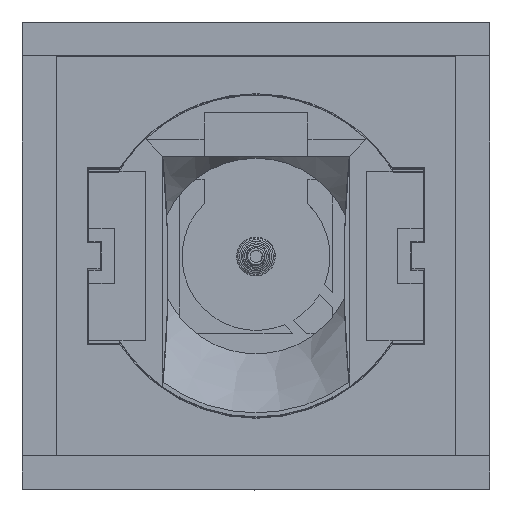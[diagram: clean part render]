
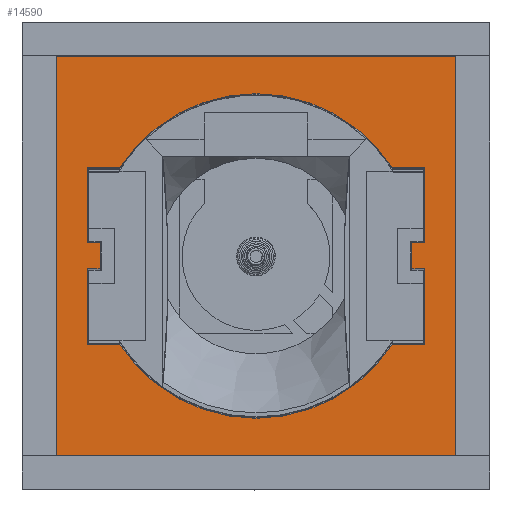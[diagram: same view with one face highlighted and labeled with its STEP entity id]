
A CAD part, top view. The second image highlights one B-rep face of the part: STEP entity #14590.
In plain terms, the highlighted planar face has unit normal (0, 0, 1).
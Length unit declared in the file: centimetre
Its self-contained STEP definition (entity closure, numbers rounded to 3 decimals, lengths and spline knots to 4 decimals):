
#244=FACE_BOUND('',#2156,.T.);
#579=PLANE('',#15719);
#1333=FACE_OUTER_BOUND('',#2155,.T.);
#2155=EDGE_LOOP('',(#12606,#12607,#12608,#12609));
#2156=EDGE_LOOP('',(#12610,#12611,#12612,#12613,#12614,#12615,#12616,#12617,
#12618,#12619,#12620,#12621,#12622,#12623,#12624,#12625));
#3220=LINE('',#23430,#4733);
#3389=LINE('',#23823,#4902);
#3391=LINE('',#23827,#4904);
#3393=LINE('',#23831,#4906);
#3395=LINE('',#23835,#4908);
#3397=LINE('',#23839,#4910);
#3399=LINE('',#23843,#4912);
#3401=LINE('',#23847,#4914);
#3404=LINE('',#23855,#4917);
#3406=LINE('',#23859,#4919);
#3408=LINE('',#23863,#4921);
#3410=LINE('',#23867,#4923);
#3412=LINE('',#23871,#4925);
#3414=LINE('',#23875,#4927);
#3416=LINE('',#23878,#4929);
#3417=LINE('',#23882,#4930);
#3421=LINE('',#23888,#4934);
#3422=LINE('',#23890,#4935);
#4733=VECTOR('',#18507,1.);
#4902=VECTOR('',#18858,1.);
#4904=VECTOR('',#18862,1.);
#4906=VECTOR('',#18866,1.);
#4908=VECTOR('',#18870,1.);
#4910=VECTOR('',#18874,1.);
#4912=VECTOR('',#18878,1.);
#4914=VECTOR('',#18882,1.);
#4917=VECTOR('',#18891,1.);
#4919=VECTOR('',#18895,1.);
#4921=VECTOR('',#18899,1.);
#4923=VECTOR('',#18903,1.);
#4925=VECTOR('',#18907,1.);
#4927=VECTOR('',#18911,1.);
#4929=VECTOR('',#18915,1.);
#4930=VECTOR('',#18920,1.);
#4934=VECTOR('',#18926,1.);
#4935=VECTOR('',#18929,1.);
#5726=CIRCLE('',#15698,0.625);
#5727=CIRCLE('',#15707,0.625);
#6810=VERTEX_POINT('',#23427);
#6811=VERTEX_POINT('',#23429);
#6942=VERTEX_POINT('',#23816);
#6943=VERTEX_POINT('',#23818);
#6944=VERTEX_POINT('',#23822);
#6945=VERTEX_POINT('',#23826);
#6946=VERTEX_POINT('',#23830);
#6947=VERTEX_POINT('',#23834);
#6948=VERTEX_POINT('',#23838);
#6949=VERTEX_POINT('',#23842);
#6950=VERTEX_POINT('',#23846);
#6951=VERTEX_POINT('',#23850);
#6952=VERTEX_POINT('',#23854);
#6953=VERTEX_POINT('',#23858);
#6954=VERTEX_POINT('',#23862);
#6955=VERTEX_POINT('',#23866);
#6956=VERTEX_POINT('',#23870);
#6957=VERTEX_POINT('',#23874);
#6958=VERTEX_POINT('',#23881);
#6959=VERTEX_POINT('',#23886);
#8689=EDGE_CURVE('',#6811,#6810,#3220,.T.);
#8881=EDGE_CURVE('',#6943,#6942,#5726,.T.);
#8883=EDGE_CURVE('',#6944,#6943,#3389,.T.);
#8885=EDGE_CURVE('',#6945,#6944,#3391,.T.);
#8887=EDGE_CURVE('',#6946,#6945,#3393,.T.);
#8889=EDGE_CURVE('',#6947,#6946,#3395,.T.);
#8891=EDGE_CURVE('',#6948,#6947,#3397,.T.);
#8893=EDGE_CURVE('',#6949,#6948,#3399,.T.);
#8895=EDGE_CURVE('',#6950,#6949,#3401,.T.);
#8897=EDGE_CURVE('',#6951,#6950,#5727,.T.);
#8899=EDGE_CURVE('',#6952,#6951,#3404,.T.);
#8901=EDGE_CURVE('',#6953,#6952,#3406,.T.);
#8903=EDGE_CURVE('',#6954,#6953,#3408,.T.);
#8905=EDGE_CURVE('',#6955,#6954,#3410,.T.);
#8907=EDGE_CURVE('',#6956,#6955,#3412,.T.);
#8909=EDGE_CURVE('',#6957,#6956,#3414,.T.);
#8911=EDGE_CURVE('',#6942,#6957,#3416,.T.);
#8912=EDGE_CURVE('',#6810,#6958,#3417,.T.);
#8916=EDGE_CURVE('',#6958,#6959,#3421,.T.);
#8917=EDGE_CURVE('',#6959,#6811,#3422,.T.);
#12606=ORIENTED_EDGE('',*,*,#8912,.T.);
#12607=ORIENTED_EDGE('',*,*,#8916,.T.);
#12608=ORIENTED_EDGE('',*,*,#8917,.T.);
#12609=ORIENTED_EDGE('',*,*,#8689,.T.);
#12610=ORIENTED_EDGE('',*,*,#8881,.T.);
#12611=ORIENTED_EDGE('',*,*,#8911,.T.);
#12612=ORIENTED_EDGE('',*,*,#8909,.T.);
#12613=ORIENTED_EDGE('',*,*,#8907,.T.);
#12614=ORIENTED_EDGE('',*,*,#8905,.T.);
#12615=ORIENTED_EDGE('',*,*,#8903,.T.);
#12616=ORIENTED_EDGE('',*,*,#8901,.T.);
#12617=ORIENTED_EDGE('',*,*,#8899,.T.);
#12618=ORIENTED_EDGE('',*,*,#8897,.T.);
#12619=ORIENTED_EDGE('',*,*,#8895,.T.);
#12620=ORIENTED_EDGE('',*,*,#8893,.T.);
#12621=ORIENTED_EDGE('',*,*,#8891,.T.);
#12622=ORIENTED_EDGE('',*,*,#8889,.T.);
#12623=ORIENTED_EDGE('',*,*,#8887,.T.);
#12624=ORIENTED_EDGE('',*,*,#8885,.T.);
#12625=ORIENTED_EDGE('',*,*,#8883,.T.);
#14590=ADVANCED_FACE('',(#1333,#244),#579,.T.);
#15698=AXIS2_PLACEMENT_3D('',#23819,#18853,#18854);
#15707=AXIS2_PLACEMENT_3D('',#23851,#18886,#18887);
#15719=AXIS2_PLACEMENT_3D('',#23894,#18932,#18933);
#18507=DIRECTION('',(0.,-1.,0.));
#18853=DIRECTION('center_axis',(0.,0.,
-1.));
#18854=DIRECTION('ref_axis',(-0.839,-0.544,0.));
#18858=DIRECTION('',(-1.,0.,0.));
#18862=DIRECTION('',(0.,-1.,0.));
#18866=DIRECTION('',(1.,0.,0.));
#18870=DIRECTION('',(0.,-1.,0.));
#18874=DIRECTION('',(-1.,0.,0.));
#18878=DIRECTION('',(0.,-1.,0.));
#18882=DIRECTION('',(1.,0.,0.));
#18886=DIRECTION('center_axis',(0.,0.,
-1.));
#18887=DIRECTION('ref_axis',(0.839,0.544,0.));
#18891=DIRECTION('',(1.,0.,0.));
#18895=DIRECTION('',(0.,1.,0.));
#18899=DIRECTION('',(-1.,0.,0.));
#18903=DIRECTION('',(0.,1.,0.));
#18907=DIRECTION('',(1.,0.,0.));
#18911=DIRECTION('',(0.,1.,0.));
#18915=DIRECTION('',(-1.,0.,0.));
#18920=DIRECTION('',(1.,0.,0.));
#18926=DIRECTION('',(0.,1.,0.));
#18929=DIRECTION('',(-1.,0.,0.));
#18932=DIRECTION('center_axis',(0.,0.,
1.));
#18933=DIRECTION('ref_axis',(1.,0.,0.));
#23427=CARTESIAN_POINT('',(-0.77,-0.77,1.76));
#23429=CARTESIAN_POINT('',(-0.77,0.77,1.76));
#23430=CARTESIAN_POINT('',(-0.77,0.77,1.76));
#23816=CARTESIAN_POINT('',(-0.5244,-0.34,1.76));
#23818=CARTESIAN_POINT('',(0.5244,-0.34,1.76));
#23819=CARTESIAN_POINT('Origin',(0.,0.,
1.76));
#23822=CARTESIAN_POINT('',(0.65,-0.34,1.76));
#23823=CARTESIAN_POINT('',(0.2622,-0.34,1.76));
#23826=CARTESIAN_POINT('',(0.65,-0.05,1.76));
#23827=CARTESIAN_POINT('',(0.65,-0.17,1.76));
#23830=CARTESIAN_POINT('',(0.6,-0.05,1.76));
#23831=CARTESIAN_POINT('',(0.325,-0.05,1.76));
#23834=CARTESIAN_POINT('',(0.6,0.05,1.76));
#23835=CARTESIAN_POINT('',(0.6,-0.025,1.76));
#23838=CARTESIAN_POINT('',(0.65,0.05,1.76));
#23839=CARTESIAN_POINT('',(0.3,0.05,1.76));
#23842=CARTESIAN_POINT('',(0.65,0.34,1.76));
#23843=CARTESIAN_POINT('',(0.65,0.025,1.76));
#23846=CARTESIAN_POINT('',(0.5244,0.34,1.76));
#23847=CARTESIAN_POINT('',(0.325,0.34,1.76));
#23850=CARTESIAN_POINT('',(-0.5244,0.34,1.76));
#23851=CARTESIAN_POINT('Origin',(0.,0.,
1.76));
#23854=CARTESIAN_POINT('',(-0.65,0.34,1.76));
#23855=CARTESIAN_POINT('',(-0.2622,0.34,1.76));
#23858=CARTESIAN_POINT('',(-0.65,0.05,1.76));
#23859=CARTESIAN_POINT('',(-0.65,0.17,1.76));
#23862=CARTESIAN_POINT('',(-0.6,0.05,1.76));
#23863=CARTESIAN_POINT('',(-0.325,0.05,1.76));
#23866=CARTESIAN_POINT('',(-0.6,-0.05,1.76));
#23867=CARTESIAN_POINT('',(-0.6,0.025,1.76));
#23870=CARTESIAN_POINT('',(-0.65,-0.05,1.76));
#23871=CARTESIAN_POINT('',(-0.3,-0.05,1.76));
#23874=CARTESIAN_POINT('',(-0.65,-0.34,1.76));
#23875=CARTESIAN_POINT('',(-0.65,-0.025,1.76));
#23878=CARTESIAN_POINT('',(-0.325,-0.34,1.76));
#23881=CARTESIAN_POINT('',(0.77,-0.77,1.76));
#23882=CARTESIAN_POINT('',(-0.77,-0.77,1.76));
#23886=CARTESIAN_POINT('',(0.77,0.77,1.76));
#23888=CARTESIAN_POINT('',(0.77,-0.77,1.76));
#23890=CARTESIAN_POINT('',(0.77,0.77,1.76));
#23894=CARTESIAN_POINT('Origin',(0.,0.,
1.76));
